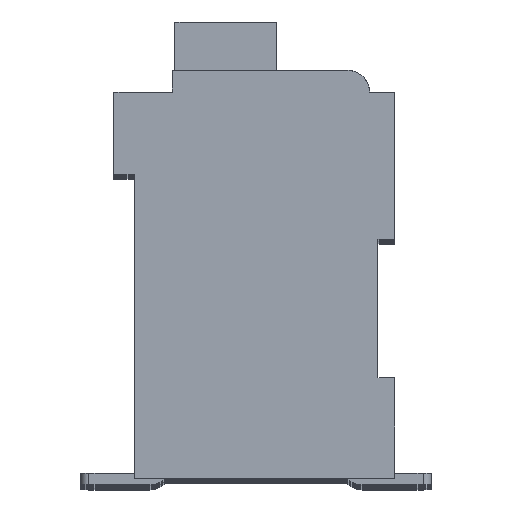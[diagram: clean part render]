
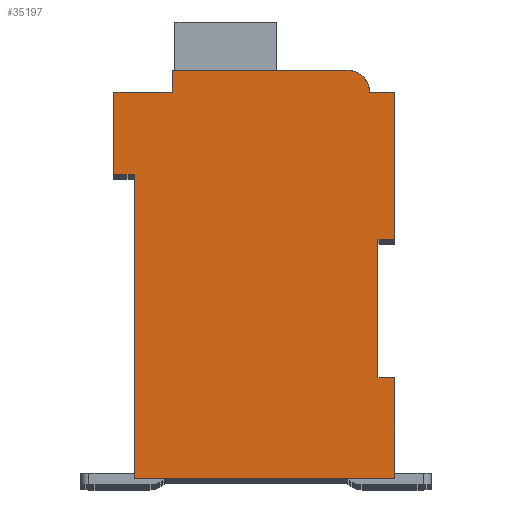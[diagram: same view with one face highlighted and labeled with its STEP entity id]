
A CAD part, top view. The second image highlights one B-rep face of the part: STEP entity #35197.
In plain terms, the highlighted planar face has unit normal (0, 0, 1).
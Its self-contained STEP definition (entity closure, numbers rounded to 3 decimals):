
#8318=DIRECTION('',(1.,0.,0.));
#8319=VECTOR('',#8318,0.5);
#8320=CARTESIAN_POINT('',(7.3,7.15,2.1));
#8321=LINE('',#8320,#8319);
#8322=DIRECTION('',(0.,1.,0.));
#8323=VECTOR('',#8322,4.15);
#8324=CARTESIAN_POINT('',(7.3,3.,2.1));
#8325=LINE('',#8324,#8323);
#8326=DIRECTION('',(-1.,0.,0.));
#8327=VECTOR('',#8326,0.5);
#8328=CARTESIAN_POINT('',(7.8,3.,2.1));
#8329=LINE('',#8328,#8327);
#8330=DIRECTION('',(0.,1.,0.));
#8331=VECTOR('',#8330,3.);
#8332=CARTESIAN_POINT('',(7.8,0.,2.1));
#8333=LINE('',#8332,#8331);
#8334=DIRECTION('',(1.,0.,0.));
#8335=VECTOR('',#8334,7.8);
#8336=CARTESIAN_POINT('',(0.,0.,2.1));
#8337=LINE('',#8336,#8335);
#8338=DIRECTION('',(0.,-1.,0.));
#8339=VECTOR('',#8338,9.1);
#8340=CARTESIAN_POINT('',(0.,9.1,2.1));
#8341=LINE('',#8340,#8339);
#8342=DIRECTION('',(1.,0.,0.));
#8343=VECTOR('',#8342,0.6);
#8344=CARTESIAN_POINT('',(-0.6,9.1,2.1));
#8345=LINE('',#8344,#8343);
#8346=DIRECTION('',(0.,-1.,0.));
#8347=VECTOR('',#8346,2.45);
#8348=CARTESIAN_POINT('',(-0.6,11.55,2.1));
#8349=LINE('',#8348,#8347);
#8350=DIRECTION('',(-1.,0.,0.));
#8351=VECTOR('',#8350,1.75);
#8352=CARTESIAN_POINT('',(1.15,11.55,2.1));
#8353=LINE('',#8352,#8351);
#8354=DIRECTION('',(0.,-1.,0.));
#8355=VECTOR('',#8354,0.65);
#8356=CARTESIAN_POINT('',(1.15,12.2,2.1));
#8357=LINE('',#8356,#8355);
#8358=DIRECTION('',(-1.,0.,0.));
#8359=VECTOR('',#8358,5.25);
#8360=CARTESIAN_POINT('',(6.4,12.2,2.1));
#8361=LINE('',#8360,#8359);
#8362=CARTESIAN_POINT('',(6.4,11.55,2.1));
#8363=DIRECTION('',(0.,0.,1.));
#8364=DIRECTION('',(1.,0.,0.));
#8365=AXIS2_PLACEMENT_3D('',#8362,#8363,#8364);
#8367=DIRECTION('',(-1.,0.,0.));
#8368=VECTOR('',#8367,0.75);
#8369=CARTESIAN_POINT('',(7.8,11.55,2.1));
#8370=LINE('',#8369,#8368);
#8371=DIRECTION('',(0.,1.,0.));
#8372=VECTOR('',#8371,4.4);
#8373=CARTESIAN_POINT('',(7.8,7.15,2.1));
#8374=LINE('',#8373,#8372);
#20821=CARTESIAN_POINT('',(7.3,7.15,2.1));
#20822=CARTESIAN_POINT('',(7.8,7.15,2.1));
#20823=VERTEX_POINT('',#20821);
#20824=VERTEX_POINT('',#20822);
#20825=CARTESIAN_POINT('',(7.8,11.55,2.1));
#20826=VERTEX_POINT('',#20825);
#20827=CARTESIAN_POINT('',(7.05,11.55,2.1));
#20828=VERTEX_POINT('',#20827);
#20829=CARTESIAN_POINT('',(6.4,12.2,2.1));
#20830=VERTEX_POINT('',#20829);
#20831=CARTESIAN_POINT('',(1.15,12.2,2.1));
#20832=VERTEX_POINT('',#20831);
#20833=CARTESIAN_POINT('',(1.15,11.55,2.1));
#20834=VERTEX_POINT('',#20833);
#20835=CARTESIAN_POINT('',(-0.6,11.55,2.1));
#20836=VERTEX_POINT('',#20835);
#20837=CARTESIAN_POINT('',(-0.6,9.1,2.1));
#20838=VERTEX_POINT('',#20837);
#20839=CARTESIAN_POINT('',(0.,9.1,2.1));
#20840=VERTEX_POINT('',#20839);
#20841=CARTESIAN_POINT('',(0.,0.,2.1));
#20842=VERTEX_POINT('',#20841);
#20843=CARTESIAN_POINT('',(7.8,0.,2.1));
#20844=VERTEX_POINT('',#20843);
#20845=CARTESIAN_POINT('',(7.8,3.,2.1));
#20846=VERTEX_POINT('',#20845);
#20847=CARTESIAN_POINT('',(7.3,3.,2.1));
#20848=VERTEX_POINT('',#20847);
#35176=CARTESIAN_POINT('',(0.,0.,2.1));
#35177=DIRECTION('',(0.,0.,1.));
#35178=DIRECTION('',(1.,0.,0.));
#35179=AXIS2_PLACEMENT_3D('',#35176,#35177,#35178);
#35180=PLANE('',#35179);
#35181=ORIENTED_EDGE('',*,*,#27370,.F.);
#35182=ORIENTED_EDGE('',*,*,#28310,.F.);
#35183=ORIENTED_EDGE('',*,*,#29096,.F.);
#35184=ORIENTED_EDGE('',*,*,#29631,.F.);
#35185=ORIENTED_EDGE('',*,*,#30250,.F.);
#35186=ORIENTED_EDGE('',*,*,#31067,.F.);
#35187=ORIENTED_EDGE('',*,*,#31748,.F.);
#35188=ORIENTED_EDGE('',*,*,#32057,.F.);
#35189=ORIENTED_EDGE('',*,*,#32525,.F.);
#35190=ORIENTED_EDGE('',*,*,#33416,.F.);
#35191=ORIENTED_EDGE('',*,*,#34120,.F.);
#35192=ORIENTED_EDGE('',*,*,#32576,.F.);
#35193=ORIENTED_EDGE('',*,*,#33177,.F.);
#35194=ORIENTED_EDGE('',*,*,#28205,.F.);
#35195=EDGE_LOOP('',(#35181,#35182,#35183,#35184,#35185,#35186,#35187,#35188,
#35189,#35190,#35191,#35192,#35193,#35194));
#35196=FACE_OUTER_BOUND('',#35195,.F.);
#8366=CIRCLE('',#8365,0.65);
#27370=EDGE_CURVE('',#20823,#20824,#8321,.T.);
#28205=EDGE_CURVE('',#20824,#20826,#8374,.T.);
#28310=EDGE_CURVE('',#20848,#20823,#8325,.T.);
#29096=EDGE_CURVE('',#20846,#20848,#8329,.T.);
#29631=EDGE_CURVE('',#20844,#20846,#8333,.T.);
#30250=EDGE_CURVE('',#20842,#20844,#8337,.T.);
#31067=EDGE_CURVE('',#20840,#20842,#8341,.T.);
#31748=EDGE_CURVE('',#20838,#20840,#8345,.T.);
#32057=EDGE_CURVE('',#20836,#20838,#8349,.T.);
#32525=EDGE_CURVE('',#20834,#20836,#8353,.T.);
#32576=EDGE_CURVE('',#20828,#20830,#8366,.T.);
#33177=EDGE_CURVE('',#20826,#20828,#8370,.T.);
#33416=EDGE_CURVE('',#20832,#20834,#8357,.T.);
#34120=EDGE_CURVE('',#20830,#20832,#8361,.T.);
#35197=ADVANCED_FACE('',(#35196),#35180,.T.);
